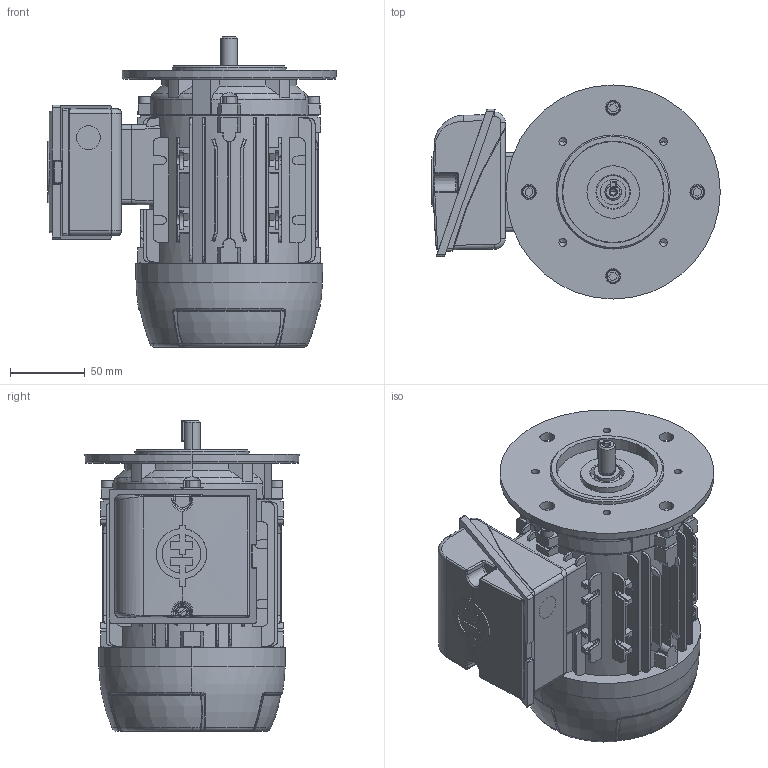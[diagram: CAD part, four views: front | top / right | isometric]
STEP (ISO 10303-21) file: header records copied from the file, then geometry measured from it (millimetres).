
FILE_DESCRIPTION (( 'STEP AP203' ), '1' );
FILE_NAME ('63 RIGHT.STEP', '2021-08-27T14:16:39', ( '' ), ( '' ), 'SwSTEP 2.0', 'SolidWorks 2018', '' );
FILE_SCHEMA (( 'CONFIG_CONTROL_DESIGN' ));
Length unit declared in the file: millimetre
Products named in the file (26): Parafuso Altracs M5; 105007177; 105007077; Eixo padrão IEC63 IR3; 105011312_105011312; CONJUNTO CARCAÇA IEC63 IR3_505234119; 63 RIGHT; 105006182; 105033018; 105007176; 105035218_50.5307.013; 105006182_50.5307.015; 105007177_10.5007.177; 105032001_10.5032.005-4x14; 105007176_10.5007.176; 105035218; 105011312; Eixo padrão IEC63 IR3_50.5014.566; Parafuso Altracs M5_10.5011.291 x 15; 105032001
Assembly tree (15 placements, depth 3):
  Parafuso Altracs M5
  Parafuso Altracs M5
  105007177
  105007077
  Eixo padrão IEC63 IR3
Bounding box: 192.58 x 142.93 x 207.5 mm (x, y, z)
Volume: 2245152.9 mm3; surface area: 249607.9 mm2
Topology: 13 solids, 20 shells, 1553 faces, 4072 edges, 2619 vertices
Faces by surface type: plane 714, cylinder 477, cone 166, bspline 122, torus 53, sphere 21
Entity records: 53617 total; most frequent: CARTESIAN_POINT 15652, ORIENTED_EDGE 7790, DIRECTION 7075, EDGE_CURVE 3895, VERTEX_POINT 2527, AXIS2_PLACEMENT_3D 2525, LINE 2025, VECTOR 2025
